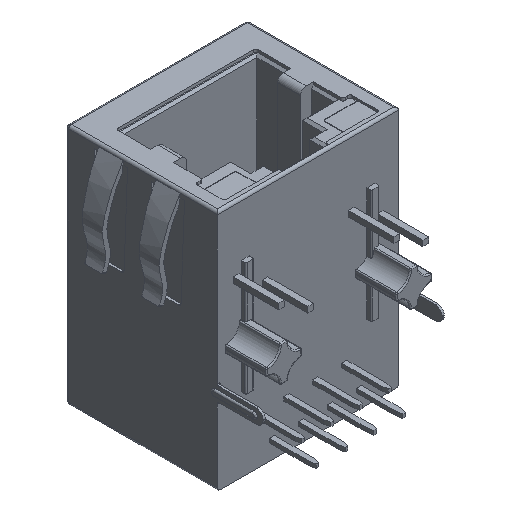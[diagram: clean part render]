
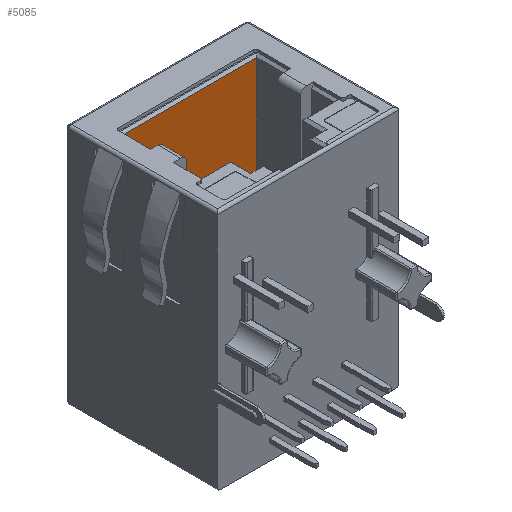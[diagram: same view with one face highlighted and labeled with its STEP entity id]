
A CAD part, isometric view. The second image highlights one B-rep face of the part: STEP entity #5085.
In plain terms, the highlighted planar face has unit normal (0, -1, 0).
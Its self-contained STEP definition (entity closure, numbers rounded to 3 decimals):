
#2958 = CARTESIAN_POINT ( 'NONE',  ( 15.565, 14.45, -0.45 ) ) ;
#4303 = CARTESIAN_POINT ( 'NONE',  ( 15.565, 14.45, -0.45 ) ) ;
#4756 = DIRECTION ( 'NONE',  ( -1., 0., 0. ) ) ;
#5028 = PLANE ( 'NONE',  #20501 ) ;
#5085 = ADVANCED_FACE ( 'NONE', ( #25147 ), #5028, .F. ) ;
#5119 = EDGE_CURVE ( 'NONE', #6743, #27397, #11877, .T. ) ;
#5235 = ORIENTED_EDGE ( 'NONE', *, *, #5119, .F. ) ;
#6743 = VERTEX_POINT ( 'NONE', #19935 ) ;
#7049 = ORIENTED_EDGE ( 'NONE', *, *, #20225, .T. ) ;
#7821 = EDGE_LOOP ( 'NONE', ( #16647, #5235, #18094, #7049 ) ) ;
#7826 = EDGE_CURVE ( 'NONE', #18352, #6743, #13316, .T. ) ;
#9041 = DIRECTION ( 'NONE',  ( 0., 1., 0. ) ) ;
#9418 = VECTOR ( 'NONE', #15693, 1000. ) ;
#10510 = CARTESIAN_POINT ( 'NONE',  ( 3.665, 14.45, -0.45 ) ) ;
#10531 = VERTEX_POINT ( 'NONE', #11125 ) ;
#11125 = CARTESIAN_POINT ( 'NONE',  ( 3.665, 14.45, -0.45 ) ) ;
#11279 = DIRECTION ( 'NONE',  ( -1., 0., 0. ) ) ;
#11877 = LINE ( 'NONE', #27540, #19596 ) ;
#12090 = VECTOR ( 'NONE', #17344, 1000. ) ;
#13316 = LINE ( 'NONE', #22720, #9418 ) ;
#14698 = CARTESIAN_POINT ( 'NONE',  ( 3.665, 14.45, -9.8 ) ) ;
#15693 = DIRECTION ( 'NONE',  ( 0., 0., -1. ) ) ;
#16647 = ORIENTED_EDGE ( 'NONE', *, *, #27932, .T. ) ;
#17344 = DIRECTION ( 'NONE',  ( 0., 0., -1. ) ) ;
#17394 = VECTOR ( 'NONE', #4756, 1000. ) ;
#18094 = ORIENTED_EDGE ( 'NONE', *, *, #7826, .F. ) ;
#18352 = VERTEX_POINT ( 'NONE', #4303 ) ;
#19596 = VECTOR ( 'NONE', #11279, 1000. ) ;
#19935 = CARTESIAN_POINT ( 'NONE',  ( 15.565, 14.45, -9.8 ) ) ;
#20225 = EDGE_CURVE ( 'NONE', #18352, #10531, #25467, .T. ) ;
#20501 = AXIS2_PLACEMENT_3D ( 'NONE', #24993, #9041, #20523 ) ;
#20523 = DIRECTION ( 'NONE',  ( 1., 0., 0. ) ) ;
#21836 = LINE ( 'NONE', #10510, #12090 ) ;
#22720 = CARTESIAN_POINT ( 'NONE',  ( 15.565, 14.45, -0.45 ) ) ;
#24993 = CARTESIAN_POINT ( 'NONE',  ( 15.565, 14.45, 0. ) ) ;
#25147 = FACE_OUTER_BOUND ( 'NONE', #7821, .T. ) ;
#25467 = LINE ( 'NONE', #2958, #17394 ) ;
#27397 = VERTEX_POINT ( 'NONE', #14698 ) ;
#27540 = CARTESIAN_POINT ( 'NONE',  ( 15.565, 14.45, -9.8 ) ) ;
#27932 = EDGE_CURVE ( 'NONE', #10531, #27397, #21836, .T. ) ;
